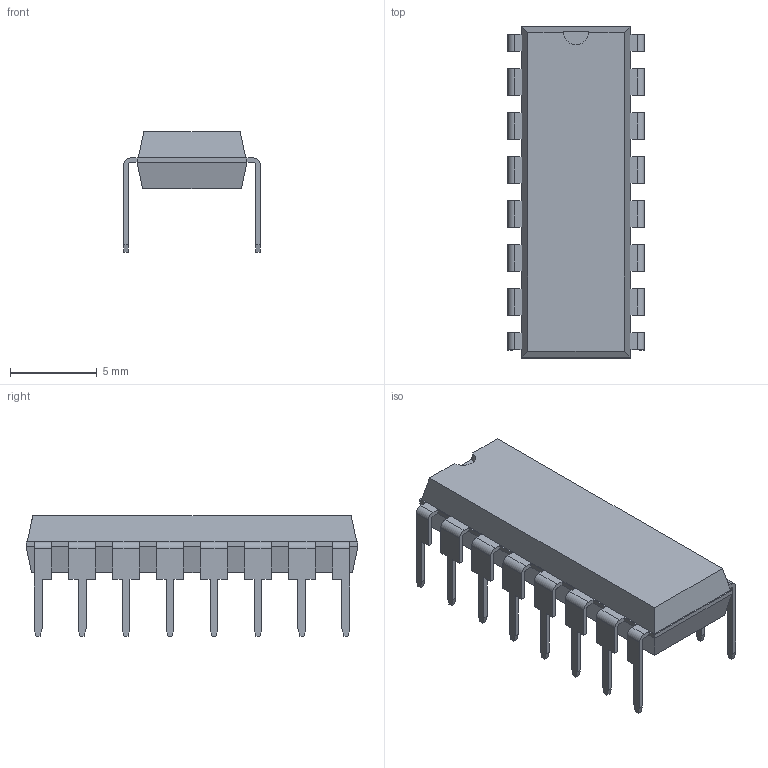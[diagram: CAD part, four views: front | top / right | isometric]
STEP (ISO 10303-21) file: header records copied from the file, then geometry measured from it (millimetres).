
FILE_DESCRIPTION(/* description */ ('model of DIP-16_W7.62mm'),/* implementation_level */ '2;1');
FILE_NAME(/* name */ 'DIP-16_W7.62mm.step',/* time_stamp */ '2017-03-07T01:33:39',/* author */ ('kicad StepUp','ksu'),/* organization */ ('FreeCAD'),/* preprocessor_version */ 'OCC',/* originating_system */ 'kicad StepUp',/* authorisation */ '');
FILE_SCHEMA(('AUTOMOTIVE_DESIGN_CC2 { 1 2 10303 214 -1 1 5 4 }'));
Length unit declared in the file: millimetre
Products named in the file (1): DIP-16_W7.62mm
Bounding box: 7.87 x 19.18 x 6.98 mm (x, y, z)
Volume: 391.4 mm3; surface area: 586.2 mm2
Topology: 1 solids, 1 shells, 284 faces, 772 edges, 490 vertices
Faces by surface type: plane 223, cylinder 33, bspline 28
Entity records: 11011 total; most frequent: CARTESIAN_POINT 1947, ORIENTED_EDGE 1544, DIRECTION 1335, EDGE_CURVE 772, LINE 685, VECTOR 685, VERTEX_POINT 490, AXIS2_PLACEMENT_3D 325
